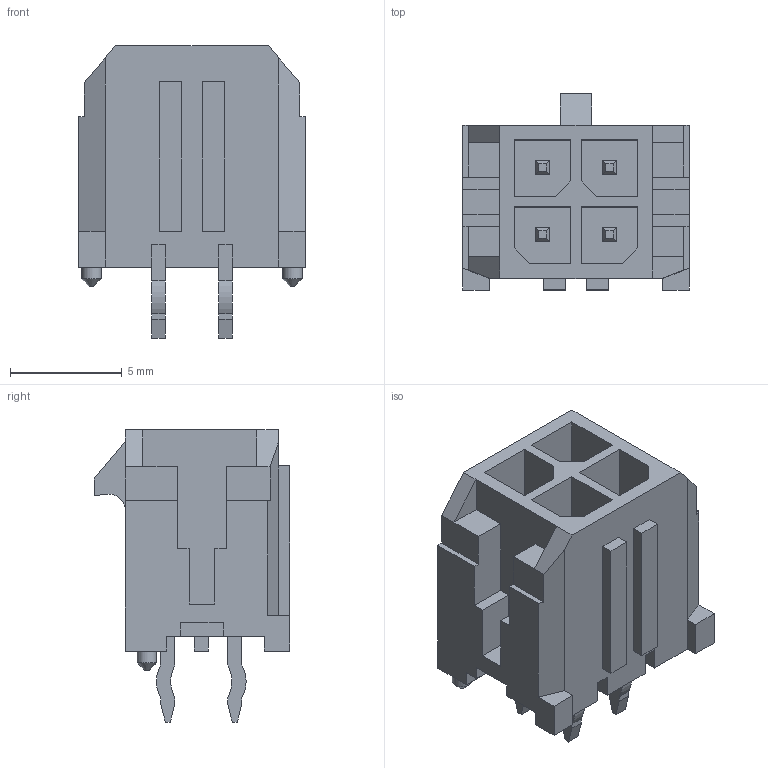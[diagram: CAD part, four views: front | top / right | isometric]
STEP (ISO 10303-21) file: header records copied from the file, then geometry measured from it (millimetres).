
FILE_DESCRIPTION(/* description */ (''),/* implementation_level */ '2;1');
FILE_NAME(/* name */ 'molex_microfit-2x02_Header_Vertical.step',/* time_stamp */ '2022-05-13T13:26:55+12:00',/* author */ (''),/* organization */ (''),/* preprocessor_version */ 'ST-DEVELOPER v18.1',/* originating_system */ 'Autodesk Translation Framework v10.14.0.1471',/* authorisation */ '');
FILE_SCHEMA (('AUTOMOTIVE_DESIGN { 1 0 10303 214 3 1 1 }'));
Length unit declared in the file: millimetre
Products named in the file (1): molex_microfit-2x02_Header_Vertical
Bounding box: 10.15 x 8.77 x 13.09 mm (x, y, z)
Volume: 439.9 mm3; surface area: 925.5 mm2
Topology: 5 solids, 5 shells, 233 faces, 608 edges, 394 vertices
Faces by surface type: plane 220, cylinder 11, cone 2
Full cylindrical faces by diameter (mm): 0.86 x2
Entity records: 7019 total; most frequent: CARTESIAN_POINT 1236, ORIENTED_EDGE 1216, DIRECTION 1102, EDGE_CURVE 608, LINE 582, VECTOR 582, VERTEX_POINT 394, AXIS2_PLACEMENT_3D 260
